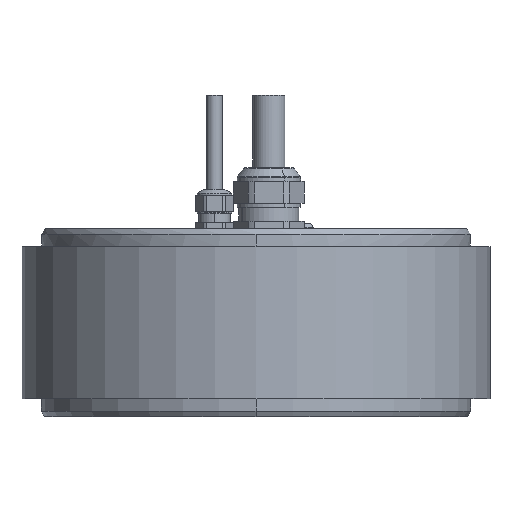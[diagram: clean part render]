
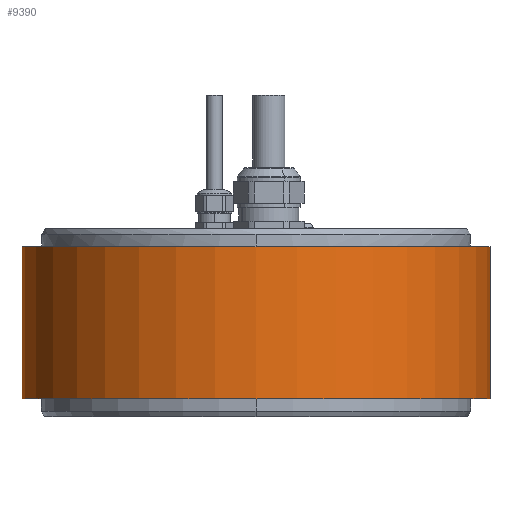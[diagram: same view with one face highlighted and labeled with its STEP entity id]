
A CAD part, front view. The second image highlights one B-rep face of the part: STEP entity #9390.
In plain terms, the highlighted cylindrical face has radius 87.25 mm (diameter 174.5 mm), a partial arc.
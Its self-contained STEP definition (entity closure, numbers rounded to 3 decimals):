
#2480=CARTESIAN_POINT('',(0.,0.,-6.6));
#2481=DIRECTION('',(0.,0.,1.));
#2482=DIRECTION('',(-0.338,0.941,0.));
#2483=AXIS2_PLACEMENT_3D('',#2480,#2481,#2482);
#2485=DIRECTION('',(0.,0.,1.));
#2486=VECTOR('',#2485,56.8);
#2487=CARTESIAN_POINT('',(29.5,82.112,-63.4));
#2488=LINE('',#2487,#2486);
#2489=CARTESIAN_POINT('',(0.,0.,-63.4));
#2490=DIRECTION('',(0.,0.,-1.));
#2491=DIRECTION('',(0.338,0.941,0.));
#2492=AXIS2_PLACEMENT_3D('',#2489,#2490,#2491);
#2494=DIRECTION('',(0.,0.,1.));
#2495=VECTOR('',#2494,56.8);
#2496=CARTESIAN_POINT('',(-29.5,82.112,-63.4));
#2497=LINE('',#2496,#2495);
#4307=CARTESIAN_POINT('',(-29.5,82.112,-63.4));
#4308=CARTESIAN_POINT('',(29.5,82.112,-63.4));
#4309=VERTEX_POINT('',#4307);
#4310=VERTEX_POINT('',#4308);
#4311=CARTESIAN_POINT('',(-29.5,82.112,-6.6));
#4312=CARTESIAN_POINT('',(29.5,82.112,-6.6));
#4313=VERTEX_POINT('',#4311);
#4314=VERTEX_POINT('',#4312);
#9379=CARTESIAN_POINT('',(0.,0.,-3.76));
#9380=DIRECTION('',(0.,0.,-1.));
#9381=DIRECTION('',(1.,0.,0.));
#9382=AXIS2_PLACEMENT_3D('',#9379,#9380,#9381);
#9383=CYLINDRICAL_SURFACE('',#9382,87.25);
#9384=ORIENTED_EDGE('',*,*,#9328,.T.);
#9385=ORIENTED_EDGE('',*,*,#9344,.F.);
#9386=ORIENTED_EDGE('',*,*,#9368,.T.);
#9387=ORIENTED_EDGE('',*,*,#9347,.T.);
#9388=EDGE_LOOP('',(#9384,#9385,#9386,#9387));
#9389=FACE_OUTER_BOUND('',#9388,.F.);
#9390=ADVANCED_FACE('',(#9389),#9383,.T.);
#2484=CIRCLE('',#2483,87.25);
#2493=CIRCLE('',#2492,87.25);
#9328=EDGE_CURVE('',#4313,#4314,#2484,.T.);
#9344=EDGE_CURVE('',#4310,#4314,#2488,.T.);
#9347=EDGE_CURVE('',#4309,#4313,#2497,.T.);
#9368=EDGE_CURVE('',#4310,#4309,#2493,.T.);
